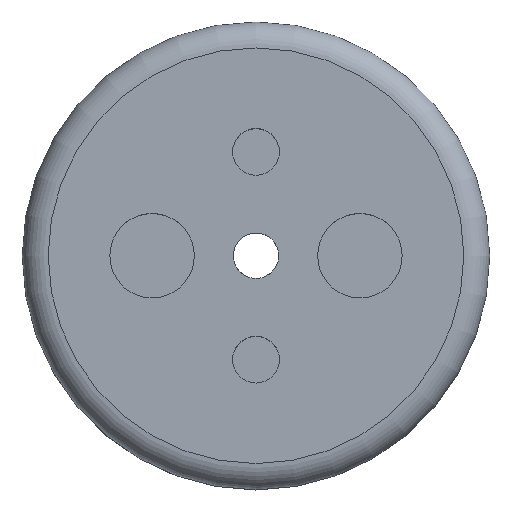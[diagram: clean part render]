
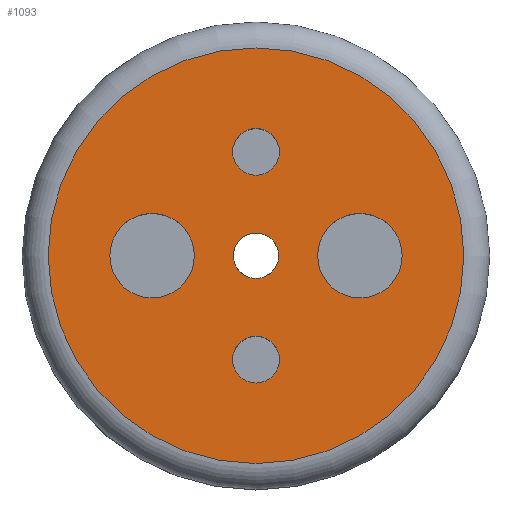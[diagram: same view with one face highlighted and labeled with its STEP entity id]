
A CAD part, top view. The second image highlights one B-rep face of the part: STEP entity #1093.
In plain terms, the highlighted planar face has unit normal (0, 0, 1).
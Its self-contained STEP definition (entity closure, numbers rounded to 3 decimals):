
#950=CARTESIAN_POINT('',(-0.,-0.875,6.));
#951=VERTEX_POINT('',#950);
#959=CARTESIAN_POINT('',(-0.,-0.875,6.));
#960=CARTESIAN_POINT('',(0.086,-0.875,6.));
#961=CARTESIAN_POINT('',(0.171,-0.858,6.));
#962=CARTESIAN_POINT('',(0.255,-0.842,6.));
#963=CARTESIAN_POINT('',(0.335,-0.808,6.));
#964=CARTESIAN_POINT('',(0.414,-0.776,6.));
#965=CARTESIAN_POINT('',(0.486,-0.728,6.));
#966=CARTESIAN_POINT('',(0.557,-0.68,6.));
#967=CARTESIAN_POINT('',(0.619,-0.619,6.));
#968=CARTESIAN_POINT('',(0.679,-0.558,6.));
#969=CARTESIAN_POINT('',(0.728,-0.486,6.));
#970=CARTESIAN_POINT('',(0.775,-0.415,6.));
#971=CARTESIAN_POINT('',(0.808,-0.335,6.));
#972=CARTESIAN_POINT('',(0.841,-0.256,6.));
#973=CARTESIAN_POINT('',(0.858,-0.171,6.));
#974=CARTESIAN_POINT('',(0.875,-0.087,6.));
#975=CARTESIAN_POINT('',(0.875,0.,6.));
#976=CARTESIAN_POINT('',(0.875,0.086,6.));
#977=CARTESIAN_POINT('',(0.858,0.171,6.));
#978=CARTESIAN_POINT('',(0.842,0.255,6.));
#979=CARTESIAN_POINT('',(0.808,0.335,6.));
#980=CARTESIAN_POINT('',(0.776,0.414,6.));
#981=CARTESIAN_POINT('',(0.728,0.486,6.));
#982=CARTESIAN_POINT('',(0.68,0.557,6.));
#983=CARTESIAN_POINT('',(0.619,0.619,6.));
#984=CARTESIAN_POINT('',(0.558,0.679,6.));
#985=CARTESIAN_POINT('',(0.486,0.728,6.));
#986=CARTESIAN_POINT('',(0.415,0.775,6.));
#987=CARTESIAN_POINT('',(0.335,0.808,6.));
#988=CARTESIAN_POINT('',(0.256,0.841,6.));
#989=CARTESIAN_POINT('',(0.171,0.858,6.));
#990=CARTESIAN_POINT('',(0.087,0.875,6.));
#991=CARTESIAN_POINT('',(-0.,0.875,6.));
#992=CARTESIAN_POINT('',(-0.086,0.875,6.));
#993=CARTESIAN_POINT('',(-0.171,0.858,6.));
#994=CARTESIAN_POINT('',(-0.255,0.842,6.));
#995=CARTESIAN_POINT('',(-0.335,0.808,6.));
#996=CARTESIAN_POINT('',(-0.414,0.776,6.));
#997=CARTESIAN_POINT('',(-0.486,0.728,6.));
#998=CARTESIAN_POINT('',(-0.557,0.68,6.));
#999=CARTESIAN_POINT('',(-0.619,0.619,6.));
#1000=CARTESIAN_POINT('',(-0.679,0.558,6.));
#1001=CARTESIAN_POINT('',(-0.728,0.486,6.));
#1002=CARTESIAN_POINT('',(-0.775,0.415,6.));
#1003=CARTESIAN_POINT('',(-0.808,0.335,6.));
#1004=CARTESIAN_POINT('',(-0.841,0.256,6.));
#1005=CARTESIAN_POINT('',(-0.858,0.171,6.));
#1006=CARTESIAN_POINT('',(-0.875,0.087,6.));
#1007=CARTESIAN_POINT('',(-0.875,0.,6.));
#1008=CARTESIAN_POINT('',(-0.875,-0.086,6.));
#1009=CARTESIAN_POINT('',(-0.858,-0.171,6.));
#1010=CARTESIAN_POINT('',(-0.842,-0.255,6.));
#1011=CARTESIAN_POINT('',(-0.808,-0.335,6.));
#1012=CARTESIAN_POINT('',(-0.776,-0.414,6.));
#1013=CARTESIAN_POINT('',(-0.728,-0.486,6.));
#1014=CARTESIAN_POINT('',(-0.68,-0.557,6.));
#1015=CARTESIAN_POINT('',(-0.619,-0.619,6.));
#1016=CARTESIAN_POINT('',(-0.558,-0.679,6.));
#1017=CARTESIAN_POINT('',(-0.486,-0.728,6.));
#1018=CARTESIAN_POINT('',(-0.415,-0.775,6.));
#1019=CARTESIAN_POINT('',(-0.335,-0.808,6.));
#1020=CARTESIAN_POINT('',(-0.256,-0.841,6.));
#1021=CARTESIAN_POINT('',(-0.171,-0.858,6.));
#1022=CARTESIAN_POINT('',(-0.086,-0.875,6.));
#1023=CARTESIAN_POINT('',(-0.,-0.875,6.));
#1024=B_SPLINE_CURVE_WITH_KNOTS('',2,(#959,#960,#961,#962,#963,#964,#965,#966,#967,#968,#969,#970,#971,#972,#973,#974,#975,#976,#977,#978,#979,#980,#981,#982,#983,#984,
#985,#986,#987,#988,#989,#990,#991,#992,#993,#994,#995,#996,#997,#998,#999,#1000,#1001,#1002,#1003,#1004,#1005,#1006,#1007,#1008,#1009,
#1010,#1011,#1012,#1013,#1014,#1015,#1016,#1017,#1018,#1019,#1020,#1021,#1022,#1023),.UNSPECIFIED.,.T.,.F.,(3,2,2,2,2,2,2,2,2,2,2,2,2,2,2,2,2,2,2,2,2,2,2,2,2,2,
2,2,2,2,2,2,3),(0.,0.031,0.063,0.094,0.125,0.156,0.188,0.219,0.25,0.281,0.313,0.344,0.375,0.406,0.438,0.469,0.5,0.531,0.563,0.594,0.625,0.656,0.688,0.719,0.75,0.781,
0.813,0.844,0.875,0.906,0.938,0.969,1.),.UNSPECIFIED.);
#1025=EDGE_CURVE('',#951,#951,#1024,.T.);
#1030=CARTESIAN_POINT('',(-0.,-0.,6.));
#1031=DIRECTION('',(0.,-0.,1.));
#1032=DIRECTION('',(1.,0.,0.));
#1033=AXIS2_PLACEMENT_3D('',#1030,#1031,#1032);
#1034=PLANE('',#1033);
#1035=CARTESIAN_POINT('',(4.,-1.625,6.));
#1036=VERTEX_POINT('',#1035);
#1037=CARTESIAN_POINT('',(4.,-0.,6.));
#1038=DIRECTION('',(0.,-0.,1.));
#1039=DIRECTION('',(0.,-1.,-0.));
#1040=AXIS2_PLACEMENT_3D('',#1037,#1038,#1039);
#1041=CIRCLE('',#1040,1.625);
#1042=EDGE_CURVE('',#1036,#1036,#1041,.T.);
#1043=ORIENTED_EDGE('',*,*,#1042,.F.);
#1044=EDGE_LOOP('',(#1043));
#1045=FACE_BOUND('',#1044,.T.);
#1046=CARTESIAN_POINT('',(-4.,-1.625,6.));
#1047=VERTEX_POINT('',#1046);
#1048=CARTESIAN_POINT('',(-4.,-0.,6.));
#1049=DIRECTION('',(0.,-0.,1.));
#1050=DIRECTION('',(0.,-1.,-0.));
#1051=AXIS2_PLACEMENT_3D('',#1048,#1049,#1050);
#1052=CIRCLE('',#1051,1.625);
#1053=EDGE_CURVE('',#1047,#1047,#1052,.T.);
#1054=ORIENTED_EDGE('',*,*,#1053,.F.);
#1055=EDGE_LOOP('',(#1054));
#1056=FACE_BOUND('',#1055,.T.);
#1057=CARTESIAN_POINT('',(-0.,3.1,6.));
#1058=VERTEX_POINT('',#1057);
#1059=CARTESIAN_POINT('',(-0.,4.,6.));
#1060=DIRECTION('',(0.,-0.,1.));
#1061=DIRECTION('',(0.,-1.,-0.));
#1062=AXIS2_PLACEMENT_3D('',#1059,#1060,#1061);
#1063=CIRCLE('',#1062,0.9);
#1064=EDGE_CURVE('',#1058,#1058,#1063,.T.);
#1065=ORIENTED_EDGE('',*,*,#1064,.F.);
#1066=EDGE_LOOP('',(#1065));
#1067=FACE_BOUND('',#1066,.T.);
#1068=CARTESIAN_POINT('',(-0.,-4.9,6.));
#1069=VERTEX_POINT('',#1068);
#1070=CARTESIAN_POINT('',(-0.,-4.,6.));
#1071=DIRECTION('',(0.,-0.,1.));
#1072=DIRECTION('',(0.,-1.,-0.));
#1073=AXIS2_PLACEMENT_3D('',#1070,#1071,#1072);
#1074=CIRCLE('',#1073,0.9);
#1075=EDGE_CURVE('',#1069,#1069,#1074,.T.);
#1076=ORIENTED_EDGE('',*,*,#1075,.F.);
#1077=EDGE_LOOP('',(#1076));
#1078=FACE_BOUND('',#1077,.T.);
#1079=ORIENTED_EDGE('',*,*,#1025,.F.);
#1080=EDGE_LOOP('',(#1079));
#1081=FACE_BOUND('',#1080,.T.);
#1082=CARTESIAN_POINT('',(-8.,-0.,6.));
#1083=VERTEX_POINT('',#1082);
#1084=CARTESIAN_POINT('',(-0.,-0.,6.));
#1085=DIRECTION('',(-0.,-0.,1.));
#1086=DIRECTION('',(-1.,0.,0.));
#1087=AXIS2_PLACEMENT_3D('',#1084,#1085,#1086);
#1088=CIRCLE('',#1087,8.);
#1089=EDGE_CURVE('',#1083,#1083,#1088,.T.);
#1090=ORIENTED_EDGE('',*,*,#1089,.T.);
#1091=EDGE_LOOP('',(#1090));
#1092=FACE_BOUND('',#1091,.T.);
#1093=ADVANCED_FACE('',(#1045,#1056,#1067,#1078,#1081,#1092),#1034,.T.);
